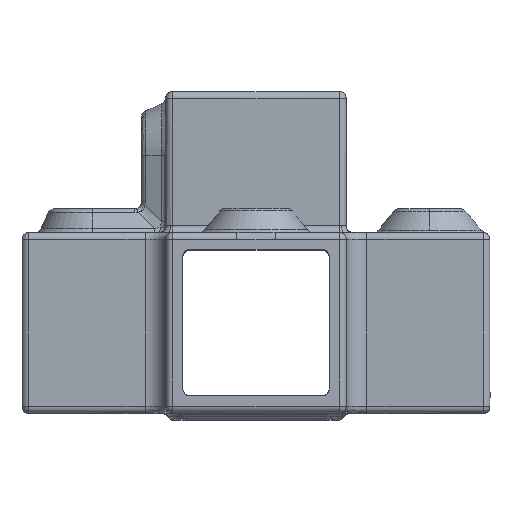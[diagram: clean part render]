
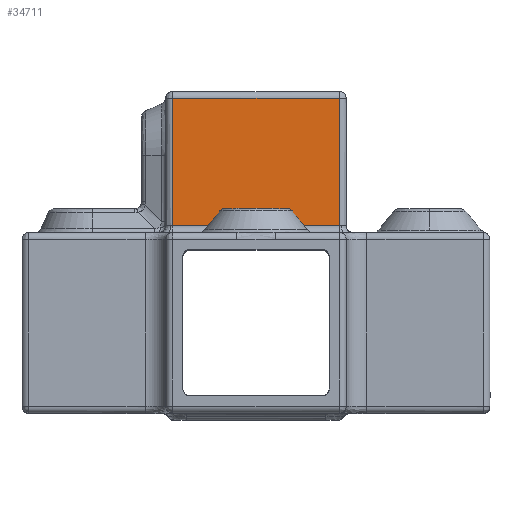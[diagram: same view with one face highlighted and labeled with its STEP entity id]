
A CAD part, top view. The second image highlights one B-rep face of the part: STEP entity #34711.
In plain terms, the highlighted free-form (B-spline) face has degree [1, 1] with [2, 2] control points.
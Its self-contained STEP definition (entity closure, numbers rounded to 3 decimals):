
#2333 = CARTESIAN_POINT ( 'NONE',  ( 24.25, 28.25, 26.25 ) ) ;
#5806 = EDGE_CURVE ( 'NONE', #22616, #39384, #38043, .T. ) ;
#11069 = CARTESIAN_POINT ( 'NONE',  ( 24.25, 28.25, 26.25 ) ) ;
#11861 = EDGE_CURVE ( 'NONE', #39384, #18906, #23291, .T. ) ;
#12792 = CARTESIAN_POINT ( 'NONE',  ( 24.25, 65.25, 26.25 ) ) ;
#14404 = CARTESIAN_POINT ( 'NONE',  ( -24.25, 28.25, 26.25 ) ) ;
#16137 = CARTESIAN_POINT ( 'NONE',  ( -24.25, 28.25, 26.25 ) ) ;
#18081 = CARTESIAN_POINT ( 'NONE',  ( -24.25, 65.25, 26.25 ) ) ;
#18906 = VERTEX_POINT ( 'NONE', #45126 ) ;
#20886 = CARTESIAN_POINT ( 'NONE',  ( -24.25, 28.25, 26.25 ) ) ;
#22525 = B_SPLINE_CURVE_WITH_KNOTS ( 'NONE', 1,
 ( #46251, #35711 ),
 .UNSPECIFIED., .F., .F.,
 ( 2, 2 ),
 ( 0., 1. ),
 .UNSPECIFIED. ) ;
#22616 = VERTEX_POINT ( 'NONE', #39627 ) ;
#23291 = B_SPLINE_CURVE_WITH_KNOTS ( 'NONE', 1,
 ( #18081, #14404 ),
 .UNSPECIFIED., .F., .F.,
 ( 2, 2 ),
 ( 0., 1. ),
 .UNSPECIFIED. ) ;
#25041 = CARTESIAN_POINT ( 'NONE',  ( 24.25, 65.25, 26.25 ) ) ;
#26383 = EDGE_CURVE ( 'NONE', #18906, #41659, #34864, .T. ) ;
#32196 = B_SPLINE_SURFACE_WITH_KNOTS ( 'NONE', 1, 1, ( 
 ( #20886, #39703 ),
 ( #2333, #25041 ) ),
 .UNSPECIFIED., .F., .F., .F.,
 ( 2, 2 ),
 ( 2, 2 ),
 ( 0., 1. ),
 ( 0., 1. ),
 .UNSPECIFIED. ) ;
#34711 = ADVANCED_FACE ( 'NONE', ( #39942 ), #32196, .T. ) ;
#34864 = B_SPLINE_CURVE_WITH_KNOTS ( 'NONE', 1,
 ( #16137, #11069 ),
 .UNSPECIFIED., .F., .F.,
 ( 2, 2 ),
 ( 0., 1. ),
 .UNSPECIFIED. ) ;
#35711 = CARTESIAN_POINT ( 'NONE',  ( 24.25, 65.25, 26.25 ) ) ;
#35731 = CARTESIAN_POINT ( 'NONE',  ( -24.25, 65.25, 26.25 ) ) ;
#35835 = CARTESIAN_POINT ( 'NONE',  ( 24.25, 28.25, 26.25 ) ) ;
#38043 = B_SPLINE_CURVE_WITH_KNOTS ( 'NONE', 1,
 ( #12792, #35731 ),
 .UNSPECIFIED., .F., .F.,
 ( 2, 2 ),
 ( 0., 1. ),
 .UNSPECIFIED. ) ;
#39384 = VERTEX_POINT ( 'NONE', #45213 ) ;
#39627 = CARTESIAN_POINT ( 'NONE',  ( 24.25, 65.25, 26.25 ) ) ;
#39703 = CARTESIAN_POINT ( 'NONE',  ( -24.25, 65.25, 26.25 ) ) ;
#39731 = ORIENTED_EDGE ( 'NONE', *, *, #5806, .T. ) ;
#39942 = FACE_OUTER_BOUND ( 'NONE', #45503, .T. ) ;
#41659 = VERTEX_POINT ( 'NONE', #35835 ) ;
#45126 = CARTESIAN_POINT ( 'NONE',  ( -24.25, 28.25, 26.25 ) ) ;
#45213 = CARTESIAN_POINT ( 'NONE',  ( -24.25, 65.25, 26.25 ) ) ;
#45503 = EDGE_LOOP ( 'NONE', ( #46882, #46790, #46396, #39731 ) ) ;
#46251 = CARTESIAN_POINT ( 'NONE',  ( 24.25, 28.25, 26.25 ) ) ;
#46396 = ORIENTED_EDGE ( 'NONE', *, *, #47506, .T. ) ;
#46790 = ORIENTED_EDGE ( 'NONE', *, *, #26383, .T. ) ;
#46882 = ORIENTED_EDGE ( 'NONE', *, *, #11861, .T. ) ;
#47506 = EDGE_CURVE ( 'NONE', #41659, #22616, #22525, .T. ) ;
